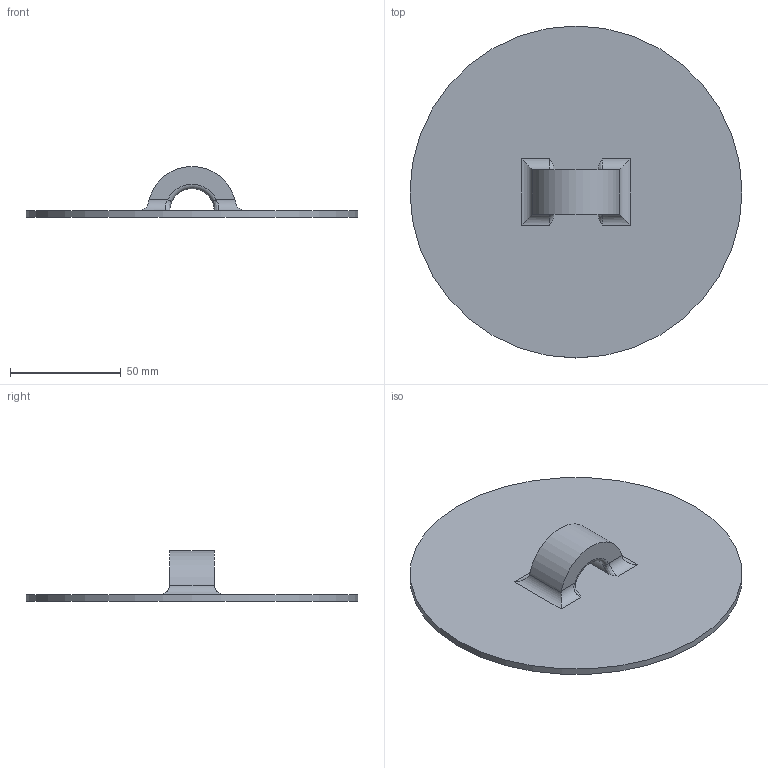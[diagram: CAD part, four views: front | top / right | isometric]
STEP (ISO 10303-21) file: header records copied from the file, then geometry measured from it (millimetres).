
FILE_DESCRIPTION(('FreeCAD Model'),'2;1');
FILE_NAME('Open CASCADE Shape Model','2025-02-05T19:54:18',(''),(''), 'Open CASCADE STEP processor 7.8','FreeCAD','Unknown');
FILE_SCHEMA(('AUTOMOTIVE_DESIGN { 1 0 10303 214 1 1 1 1 }'));
Length unit declared in the file: millimetre
Products named in the file (1): Body
Bounding box: 150 x 150 x 23 mm (x, y, z)
Volume: 62783.5 mm3; surface area: 39011.4 mm2
Topology: 1 solids, 1 shells, 19 faces, 51 edges, 34 vertices
Faces by surface type: cylinder 9, plane 4, bspline 4, torus 2
Full cylindrical faces by diameter (mm): 150 x1
Entity records: 989 total; most frequent: CARTESIAN_POINT 531, ORIENTED_EDGE 102, DIRECTION 79, EDGE_CURVE 51, VERTEX_POINT 34, AXIS2_PLACEMENT_3D 30, FACE_BOUND 21, EDGE_LOOP 21
